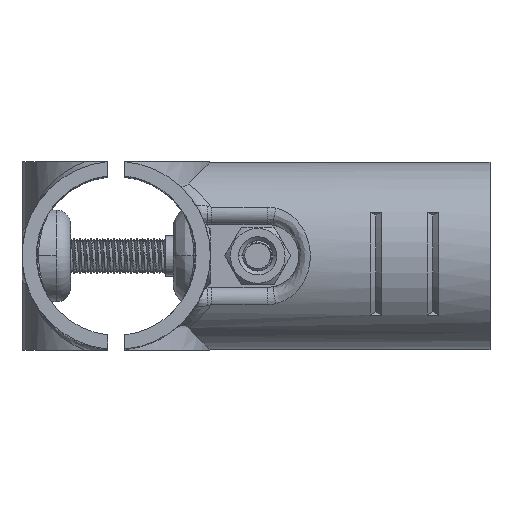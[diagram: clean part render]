
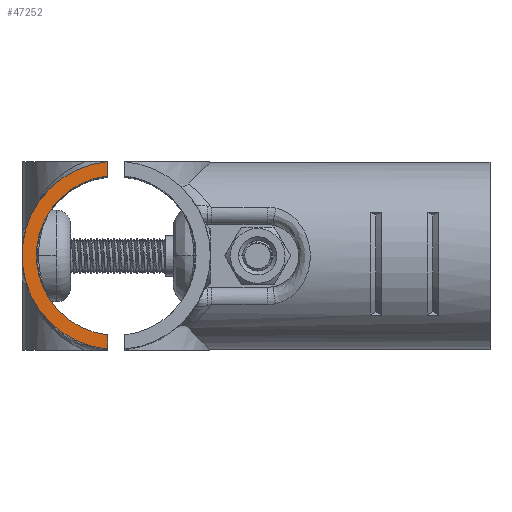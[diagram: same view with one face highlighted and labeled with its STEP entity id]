
A CAD part, top view. The second image highlights one B-rep face of the part: STEP entity #47252.
In plain terms, the highlighted planar face has unit normal (0, 0, 1).
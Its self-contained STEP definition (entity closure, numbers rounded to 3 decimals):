
#1031 = DIRECTION ( 'NONE',  ( 0., 0., -1. ) ) ;
#1373 = CARTESIAN_POINT ( 'NONE',  ( 0., 0., 65.5 ) ) ;
#1884 = CARTESIAN_POINT ( 'NONE',  ( 0., 0., 65.5 ) ) ;
#4171 = ORIENTED_EDGE ( 'NONE', *, *, #36097, .T. ) ;
#9816 = EDGE_LOOP ( 'NONE', ( #4171, #43051, #14279, #14987 ) ) ;
#11645 = EDGE_CURVE ( 'NONE', #41257, #25169, #29573, .T. ) ;
#13519 = EDGE_CURVE ( 'NONE', #25169, #23581, #42068, .T. ) ;
#14279 = ORIENTED_EDGE ( 'NONE', *, *, #13519, .T. ) ;
#14987 = ORIENTED_EDGE ( 'NONE', *, *, #17333, .T. ) ;
#17333 = EDGE_CURVE ( 'NONE', #23581, #33536, #19862, .T. ) ;
#17851 = CARTESIAN_POINT ( 'NONE',  ( -1.5, 13.919, 65.5 ) ) ;
#19862 = LINE ( 'NONE', #36939, #44067 ) ;
#22568 = DIRECTION ( 'NONE',  ( -0.091, 0.996, 0. ) ) ;
#23581 = VERTEX_POINT ( 'NONE', #27932 ) ;
#25169 = VERTEX_POINT ( 'NONE', #26458 ) ;
#26458 = CARTESIAN_POINT ( 'NONE',  ( -1.5, 16.432, 65.5 ) ) ;
#27932 = CARTESIAN_POINT ( 'NONE',  ( -1.5, -16.432, 65.5 ) ) ;
#29034 = CARTESIAN_POINT ( 'NONE',  ( -1.5, 13.919, 65.5 ) ) ;
#29573 = LINE ( 'NONE', #29034, #54216 ) ;
#30137 = FACE_OUTER_BOUND ( 'NONE', #9816, .T. ) ;
#32044 = AXIS2_PLACEMENT_3D ( 'NONE', #1373, #48284, #43556 ) ;
#33536 = VERTEX_POINT ( 'NONE', #50933 ) ;
#36097 = EDGE_CURVE ( 'NONE', #33536, #41257, #44001, .T. ) ;
#36939 = CARTESIAN_POINT ( 'NONE',  ( -1.5, -16.432, 65.5 ) ) ;
#41257 = VERTEX_POINT ( 'NONE', #17851 ) ;
#42068 = CIRCLE ( 'NONE', #51889, 16.5 ) ;
#43051 = ORIENTED_EDGE ( 'NONE', *, *, #11645, .T. ) ;
#43556 = DIRECTION ( 'NONE',  ( 1., 0., 0. ) ) ;
#44001 = CIRCLE ( 'NONE', #54756, 14. ) ;
#44067 = VECTOR ( 'NONE', #49751, 1000. ) ;
#46624 = DIRECTION ( 'NONE',  ( 0., 1., 0. ) ) ;
#47252 = ADVANCED_FACE ( 'NONE', ( #30137 ), #51945, .T. ) ;
#48209 = CARTESIAN_POINT ( 'NONE',  ( 0., 0., 65.5 ) ) ;
#48284 = DIRECTION ( 'NONE',  ( 0., 0., 1. ) ) ;
#49566 = DIRECTION ( 'NONE',  ( 0., 0., 1. ) ) ;
#49751 = DIRECTION ( 'NONE',  ( 0., 1., 0. ) ) ;
#50933 = CARTESIAN_POINT ( 'NONE',  ( -1.5, -13.919, 65.5 ) ) ;
#51889 = AXIS2_PLACEMENT_3D ( 'NONE', #1884, #49566, #22568 ) ;
#51945 = PLANE ( 'NONE',  #32044 ) ;
#52406 = DIRECTION ( 'NONE',  ( -0.107, -0.994, 0. ) ) ;
#54216 = VECTOR ( 'NONE', #46624, 1000. ) ;
#54756 = AXIS2_PLACEMENT_3D ( 'NONE', #48209, #1031, #52406 ) ;
